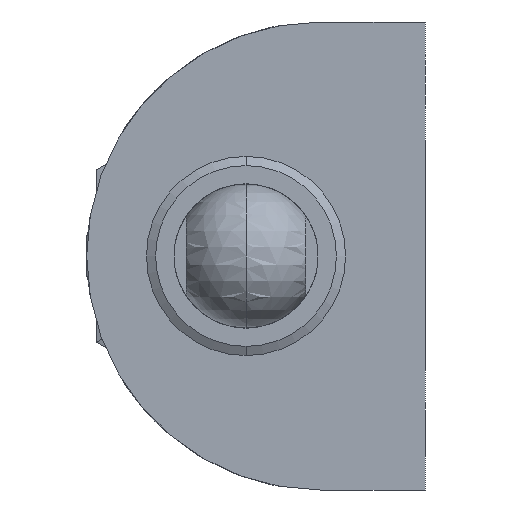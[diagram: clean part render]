
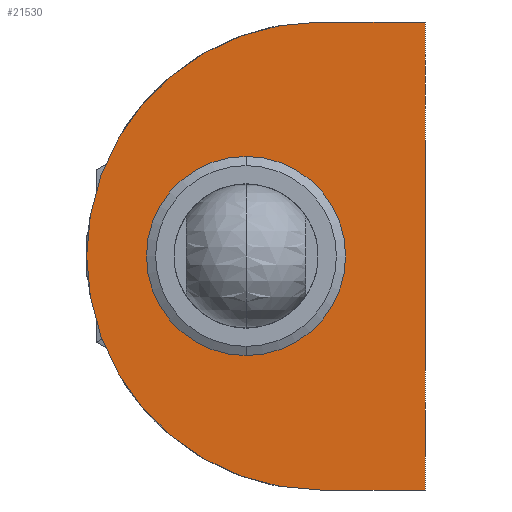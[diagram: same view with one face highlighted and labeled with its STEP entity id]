
A CAD part, left-side view. The second image highlights one B-rep face of the part: STEP entity #21530.
In plain terms, the highlighted planar face has unit normal (-1, 0, 0).
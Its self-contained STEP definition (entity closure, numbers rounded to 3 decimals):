
#12710=VERTEX_POINT('NONE',#33036);
#13174=EDGE_CURVE('NONE',#20022,#12710,#33546,.T.);
#14614=EDGE_CURVE('NONE',#15530,#19190,#35124,.T.);
#15530=VERTEX_POINT('NONE',#36131);
#15858=EDGE_CURVE('NONE',#21214,#20022,#36482,.T.);
#19190=VERTEX_POINT('NONE',#40106);
#20022=VERTEX_POINT('NONE',#40998);
#20064=VERTEX_POINT('NONE',#41042);
#21214=VERTEX_POINT('NONE',#42287);
#21530=ADVANCED_FACE('NONE',(#42625,#42626),#42627,.F.);
#23390=EDGE_CURVE('NONE',#20064,#12710,#44648,.T.);
#23748=EDGE_CURVE('NONE',#20064,#21214,#45049,.T.);
#25612=EDGE_CURVE('NONE',#19190,#15530,#47078,.T.);
#33036=CARTESIAN_POINT('',(-7.0,0.0,23.5));
#33546=LINE('',#57924,#57925);
#35124=CIRCLE('',#60568,10.0);
#36131=CARTESIAN_POINT('',(-7.0,18.0,-10.0));
#36482=LINE('',#62877,#62878);
#40106=CARTESIAN_POINT('',(-7.0,18.0,10.0));
#40998=CARTESIAN_POINT('',(-7.0,0.0,-23.5));
#41042=CARTESIAN_POINT('',(-7.0,10.5,23.5));
#42287=CARTESIAN_POINT('',(-7.0,10.5,-23.5));
#42625=FACE_OUTER_BOUND('',#73336,.T.);
#42626=FACE_BOUND('',#73337,.T.);
#42627=PLANE('',#73338);
#44648=LINE('',#76817,#76818);
#45049=CIRCLE('',#77460,23.5);
#47078=CIRCLE('',#80877,10.0);
#57924=CARTESIAN_POINT('',(-7.0,0.0,-23.5));
#57925=VECTOR('',#92096,1000.0);
#60568=AXIS2_PLACEMENT_3D('',#93588,#93589,#93590);
#62877=CARTESIAN_POINT('',(-7.0,10.5,-23.5));
#62878=VECTOR('',#94913,1000.0);
#73336=EDGE_LOOP('',(#101212,#101213,#101214,#101215));
#73337=EDGE_LOOP('',(#101216,#101217));
#73338=AXIS2_PLACEMENT_3D('',#101218,#101219,#101220);
#76817=CARTESIAN_POINT('',(-7.0,10.5,23.5));
#76818=VECTOR('',#103009,1000.0);
#77460=AXIS2_PLACEMENT_3D('',#103677,#103678,#103679);
#80877=AXIS2_PLACEMENT_3D('',#105494,#105495,#105496);
#92096=DIRECTION('',(0.,0.0,1.0));
#93588=CARTESIAN_POINT('',(-7.0,18.0,0.));
#93589=DIRECTION('',(-1.0,0.0,0.));
#93590=DIRECTION('',(0.,0.0,1.0));
#94913=DIRECTION('',(0.0,-1.0,-0.0));
#101212=ORIENTED_EDGE('',*,*,#13174,.T.);
#101213=ORIENTED_EDGE('',*,*,#23390,.F.);
#101214=ORIENTED_EDGE('',*,*,#23748,.T.);
#101215=ORIENTED_EDGE('',*,*,#15858,.T.);
#101216=ORIENTED_EDGE('',*,*,#25612,.F.);
#101217=ORIENTED_EDGE('',*,*,#14614,.F.);
#101218=CARTESIAN_POINT('',(-7.0,10.5,-23.5));
#101219=DIRECTION('',(1.0,0.0,0.));
#101220=DIRECTION('',(0.0,-1.0,0.0));
#103009=DIRECTION('',(0.0,-1.0,-0.0));
#103677=CARTESIAN_POINT('',(-7.0,10.5,0.));
#103678=DIRECTION('',(-1.0,0.0,0.));
#103679=DIRECTION('',(0.,0.0,1.0));
#105494=CARTESIAN_POINT('',(-7.0,18.0,0.));
#105495=DIRECTION('',(-1.0,0.0,0.));
#105496=DIRECTION('',(0.,0.0,1.0));
